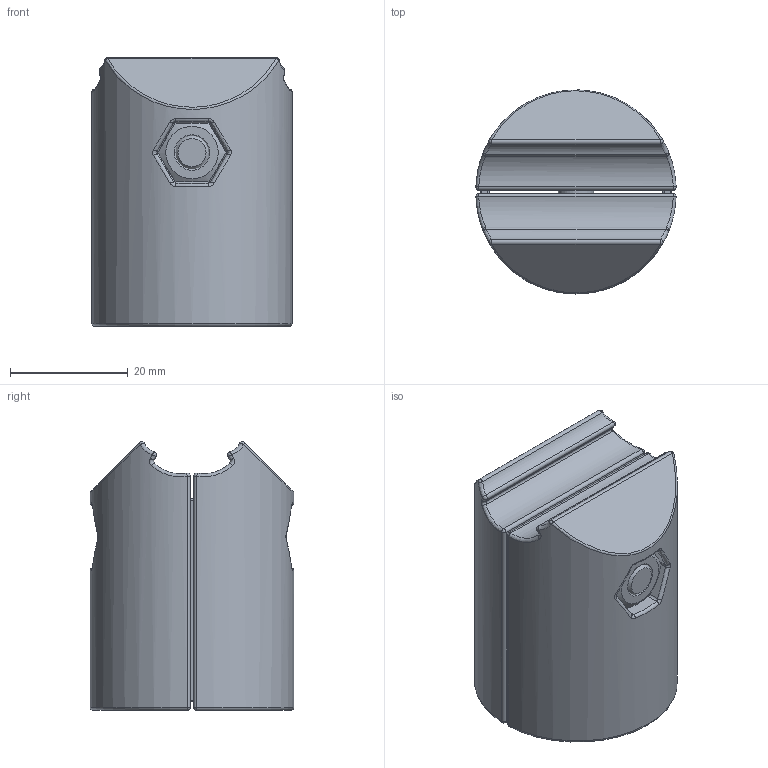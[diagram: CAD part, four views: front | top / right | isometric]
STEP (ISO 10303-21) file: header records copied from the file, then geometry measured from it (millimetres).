
FILE_DESCRIPTION(/* description */ (''),/* implementation_level */ '2;1');
FILE_NAME(/* name */ '350001.stp',/* time_stamp */ '2019-04-13T10:39:57+02:00',/* author */ ('Swarna'),/* organization */ ('Alutec K&K'),/* preprocessor_version */ 'ST-DEVELOPER v17',/* originating_system */ 'Autodesk Inventor 2018',/* authorisation */ '');
FILE_SCHEMA (('AUTOMOTIVE_DESIGN { 1 0 10303 214 3 1 1 }'));
Length unit declared in the file: millimetre
Products named in the file (4): 4721-154-350001; 4721-154-350001-01; 200625-1; -
Assembly tree (4 placements, depth 2):
  4721-154-350001
    4721-154-350001-01  x2
    200625-1
    -
Bounding box: 33.98 x 34.59 x 45.6 mm (x, y, z)
Volume: 20149.6 mm3; surface area: 13699.5 mm2
Topology: 4 solids, 4 shells, 602 faces, 1359 edges, 744 vertices
Faces by surface type: cylinder 225, bspline 116, plane 99, sphere 82, torus 74, cone 6
Full cylindrical faces by diameter (mm): 4.917 x1, 6 x1, 6.2 x2, 10 x1
Entity records: 10630 total; most frequent: CARTESIAN_POINT 3755, DIRECTION 1443, ORIENTED_EDGE 1396, EDGE_CURVE 698, AXIS2_PLACEMENT_3D 608, VERTEX_POINT 397, EDGE_LOOP 327, CIRCLE 315
